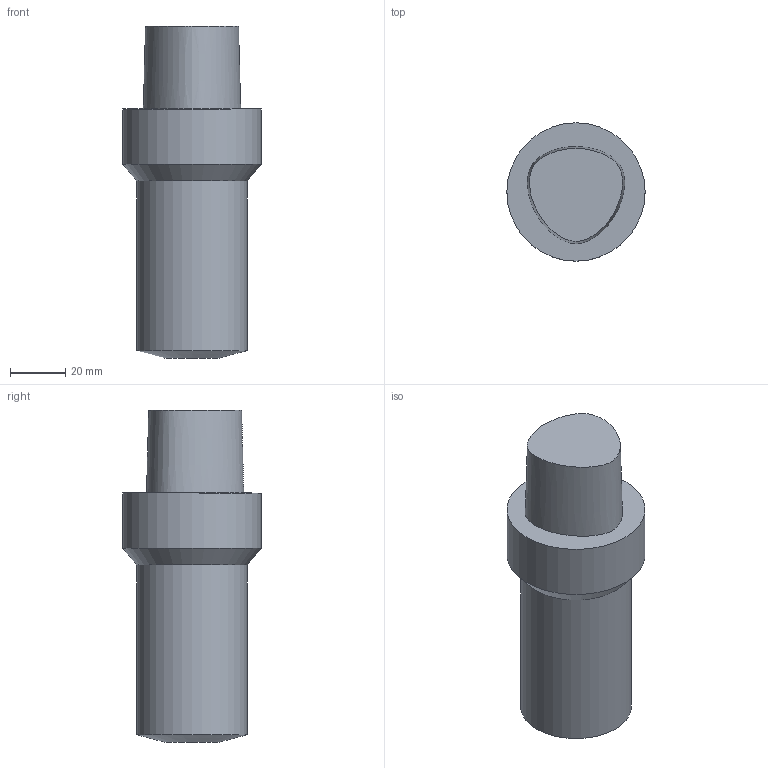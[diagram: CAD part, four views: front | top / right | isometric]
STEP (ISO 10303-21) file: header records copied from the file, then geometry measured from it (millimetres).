
FILE_DESCRIPTION((''),'1');
FILE_NAME('C5-BSL16-90.stp','2012-11-07T07:33:07',(''),(''),'Spatial Interop R18','Kubotek KeyCreator V8.5.1 (14335)',' ');
FILE_SCHEMA(('CONFIG_CONTROL_DESIGN'));
Length unit declared in the file: millimetre
Products named in the file (1): 1
Bounding box: 49.98 x 49.98 x 120 mm (x, y, z)
Volume: 155043 mm3; surface area: 18362.3 mm2
Topology: 1 solids, 1 shells, 8 faces, 12 edges, 7 vertices
Faces by surface type: plane 3, cone 2, cylinder 2, bspline 1
Full cylindrical faces by diameter (mm): 40 x1, 49.98 x1
Entity records: 721 total; most frequent: CARTESIAN_POINT 553, DIRECTION 26, ORIENTED_EDGE 16, AXIS2_PLACEMENT_3D 13, EDGE_LOOP 13, FACE_BOUND 9, ADVANCED_FACE 8, EDGE_CURVE 8
